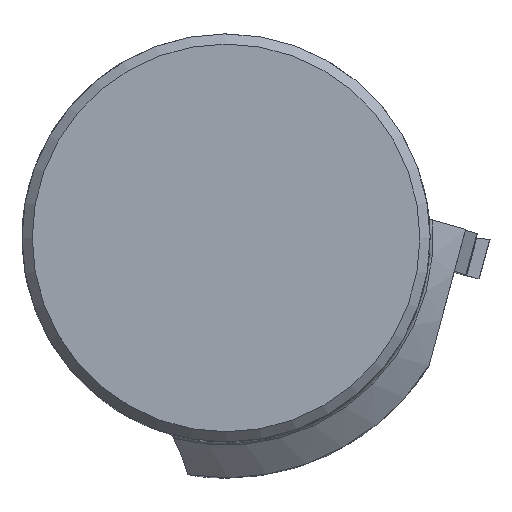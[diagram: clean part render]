
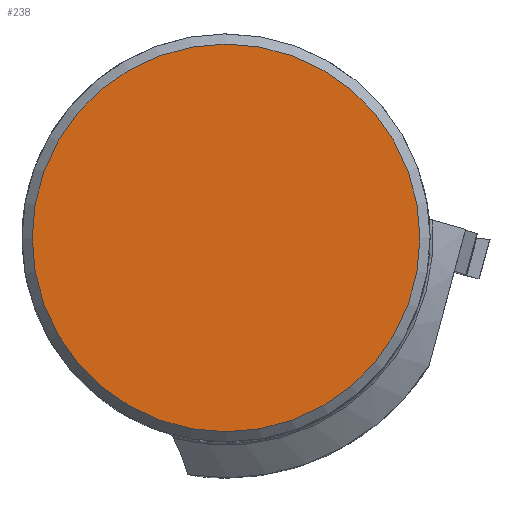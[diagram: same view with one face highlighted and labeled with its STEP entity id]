
A CAD part, top view. The second image highlights one B-rep face of the part: STEP entity #238.
In plain terms, the highlighted planar face has unit normal (0, 0, 1).
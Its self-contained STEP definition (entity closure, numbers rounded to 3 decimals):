
#178=CIRCLE('',#1632,19.);
#238=ADVANCED_FACE('',(#346),#282,.F.);
#282=PLANE('',#1634);
#346=FACE_OUTER_BOUND('',#426,.T.);
#426=EDGE_LOOP('',(#1026));
#1026=ORIENTED_EDGE('',*,*,#1401,.F.);
#1213=VERTEX_POINT('',#2708);
#1401=EDGE_CURVE('',#1213,#1213,#178,.T.);
#1632=AXIS2_PLACEMENT_3D('',#2707,#2000,#2001);
#1634=AXIS2_PLACEMENT_3D('',#2710,#2004,#2005);
#2000=DIRECTION('',(0.,0.,-1.));
#2001=DIRECTION('',(-1.,0.,0.));
#2004=DIRECTION('',(0.,0.,-1.));
#2005=DIRECTION('',(1.,0.,0.));
#2707=CARTESIAN_POINT('',(0.,0.,0.325));
#2708=CARTESIAN_POINT('',(-19.,0.,0.325));
#2710=CARTESIAN_POINT('',(0.,19.,0.325));
